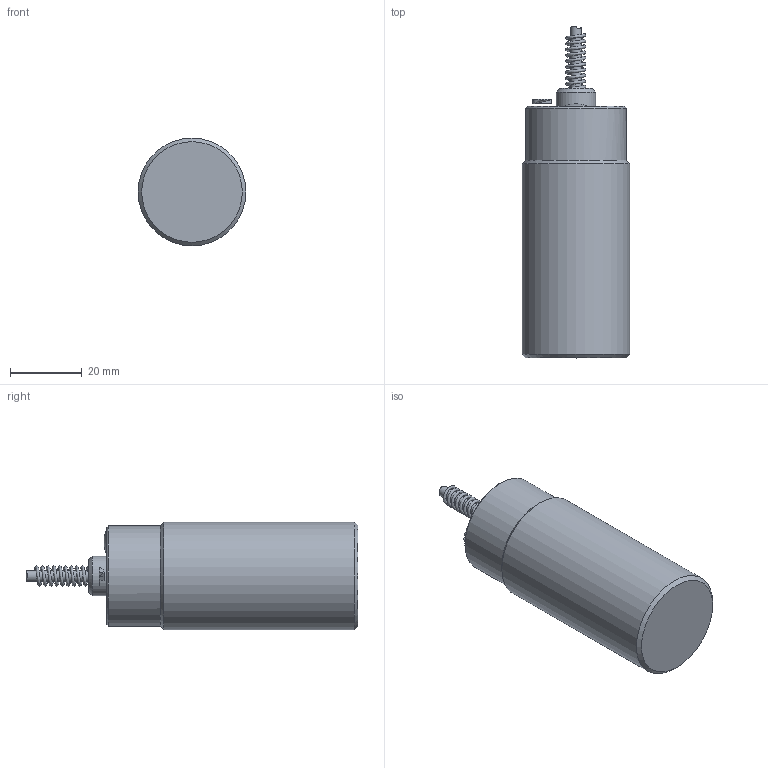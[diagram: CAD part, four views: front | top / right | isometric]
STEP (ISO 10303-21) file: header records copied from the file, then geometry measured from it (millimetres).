
FILE_DESCRIPTION(/* description */ (''),/* implementation_level */ '2;1');
FILE_NAME(/* name */ 'KX0073_Shrinkwrap_1.stp',/* time_stamp */ '2022-06-15T11:23:44+02:00',/* author */ ('Krieger Anja'),/* organization */ (''),/* preprocessor_version */ 'ST-DEVELOPER v18.1',/* originating_system */ 'Autodesk Inventor 2021',/* authorisation */ '');
FILE_SCHEMA (('AUTOMOTIVE_DESIGN { 1 0 10303 214 3 1 1 }'));
Length unit declared in the file: millimetre
Products named in the file (1): KX0073_Shrinkwrap_1
Bounding box: 30 x 92.4 x 30 mm (x, y, z)
Volume: 13811.6 mm3; surface area: 16796 mm2
Topology: 3 solids, 3 shells, 58 faces, 120 edges, 78 vertices
Faces by surface type: plane 21, cylinder 19, cone 11, torus 5, bspline 2
Full cylindrical faces by diameter (mm): 3 x4, 4 x1, 4.2 x1, 5 x1, 5.85 x2, 6 x1, 7.2 x1, 11 x1, 26 x1, 26.2 x2, 28 x1, 30 x1
Entity records: 7017 total; most frequent: CARTESIAN_POINT 5609, DIRECTION 293, ORIENTED_EDGE 238, AXIS2_PLACEMENT_3D 130, EDGE_CURVE 119, VERTEX_POINT 78, CIRCLE 73, EDGE_LOOP 71
